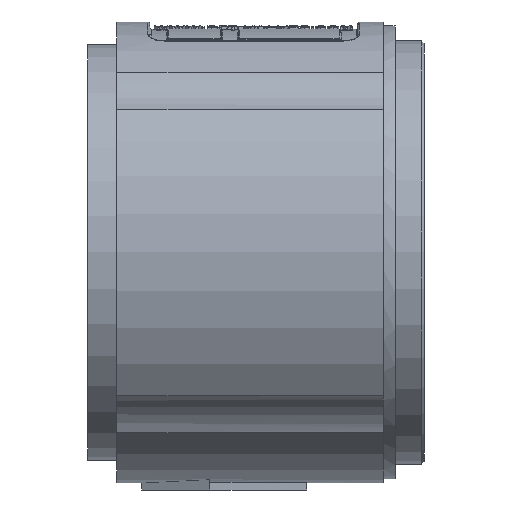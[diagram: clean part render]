
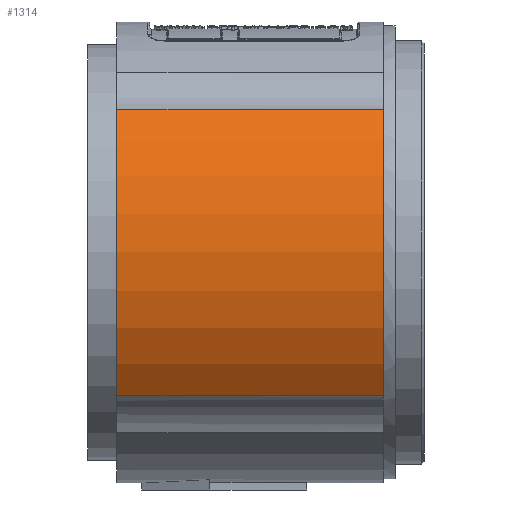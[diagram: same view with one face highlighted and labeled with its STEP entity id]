
A CAD part, front view. The second image highlights one B-rep face of the part: STEP entity #1314.
In plain terms, the highlighted cylindrical face has radius 50.074 mm (diameter 100.147 mm), a partial arc.
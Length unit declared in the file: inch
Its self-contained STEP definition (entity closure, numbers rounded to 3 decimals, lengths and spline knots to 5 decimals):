
#1314 = ADVANCED_FACE ( 'Defeatured_0_8', ( #11187 ), #36699, .T. ) ;
#1319 = VERTEX_POINT ( 'NONE', #66328 ) ;
#5548 = CARTESIAN_POINT ( 'NONE',  ( -0.13808, 0., 0.00023 ) ) ;
#7297 = CIRCLE ( 'NONE', #9032, 1.97141 ) ;
#9032 = AXIS2_PLACEMENT_3D ( 'NONE', #5548, #40948, #41464 ) ;
#9551 = DIRECTION ( 'NONE',  ( -1., 0., 0. ) ) ;
#10256 = VERTEX_POINT ( 'NONE', #45399 ) ;
#11187 = FACE_OUTER_BOUND ( 'NONE', #51609, .T. ) ;
#12389 = CARTESIAN_POINT ( 'NONE',  ( -2.59055, 0., 0.00023 ) ) ;
#14414 = VERTEX_POINT ( 'NONE', #17135 ) ;
#17135 = CARTESIAN_POINT ( 'NONE',  ( -0.13808, -1.5432, -1.22655 ) ) ;
#19109 = VECTOR ( 'NONE', #9551, 39.37008 ) ;
#24226 = DIRECTION ( 'NONE',  ( 1., 0., 0. ) ) ;
#31032 = VECTOR ( 'NONE', #32561, 39.37008 ) ;
#32561 = DIRECTION ( 'NONE',  ( 1., 0., 0. ) ) ;
#35694 = CARTESIAN_POINT ( 'NONE',  ( -2.41808, 0., 0.00023 ) ) ;
#36699 = CYLINDRICAL_SURFACE ( 'NONE', #64782, 1.97141 ) ;
#37524 = ORIENTED_EDGE ( 'NONE', *, *, #73216, .T. ) ;
#38239 = LINE ( 'NONE', #38578, #19109 ) ;
#38578 = CARTESIAN_POINT ( 'NONE',  ( -2.59055, -1.5432, 1.227 ) ) ;
#38722 = EDGE_CURVE ( 'NONE', #1319, #63878, #57126, .T. ) ;
#40783 = DIRECTION ( 'NONE',  ( 0., 0., 1. ) ) ;
#40948 = DIRECTION ( 'NONE',  ( -1., 0., 0. ) ) ;
#41464 = DIRECTION ( 'NONE',  ( 0., 0., 1. ) ) ;
#43826 = LINE ( 'NONE', #73401, #31032 ) ;
#45399 = CARTESIAN_POINT ( 'NONE',  ( -0.13808, -1.5432, 1.227 ) ) ;
#51609 = EDGE_LOOP ( 'NONE', ( #37524, #63257, #74122, #72831 ) ) ;
#53637 = DIRECTION ( 'NONE',  ( 0., 0., 1. ) ) ;
#55743 = AXIS2_PLACEMENT_3D ( 'NONE', #35694, #24226, #40783 ) ;
#57126 = CIRCLE ( 'NONE', #55743, 1.97141 ) ;
#63257 = ORIENTED_EDGE ( 'NONE', *, *, #73591, .T. ) ;
#63878 = VERTEX_POINT ( 'NONE', #75078 ) ;
#64782 = AXIS2_PLACEMENT_3D ( 'NONE', #12389, #71981, #53637 ) ;
#66328 = CARTESIAN_POINT ( 'NONE',  ( -2.41808, -1.5432, 1.227 ) ) ;
#71957 = EDGE_CURVE ( 'NONE', #63878, #14414, #43826, .T. ) ;
#71981 = DIRECTION ( 'NONE',  ( -1., 0., 0. ) ) ;
#72831 = ORIENTED_EDGE ( 'NONE', *, *, #71957, .T. ) ;
#73216 = EDGE_CURVE ( 'NONE', #14414, #10256, #7297, .T. ) ;
#73401 = CARTESIAN_POINT ( 'NONE',  ( -2.59055, -1.5432, -1.22655 ) ) ;
#73591 = EDGE_CURVE ( 'NONE', #10256, #1319, #38239, .T. ) ;
#74122 = ORIENTED_EDGE ( 'NONE', *, *, #38722, .T. ) ;
#75078 = CARTESIAN_POINT ( 'NONE',  ( -2.41808, -1.5432, -1.22655 ) ) ;
